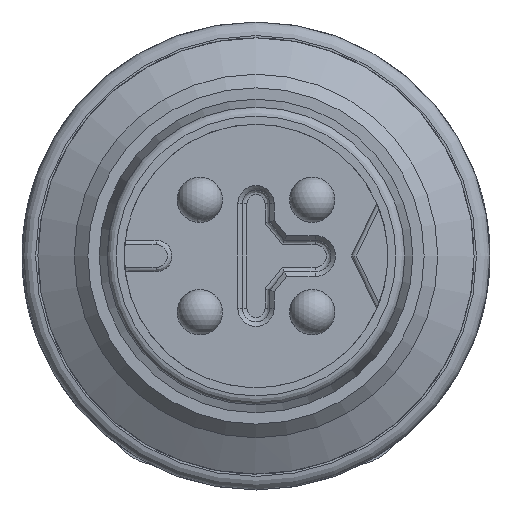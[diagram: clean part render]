
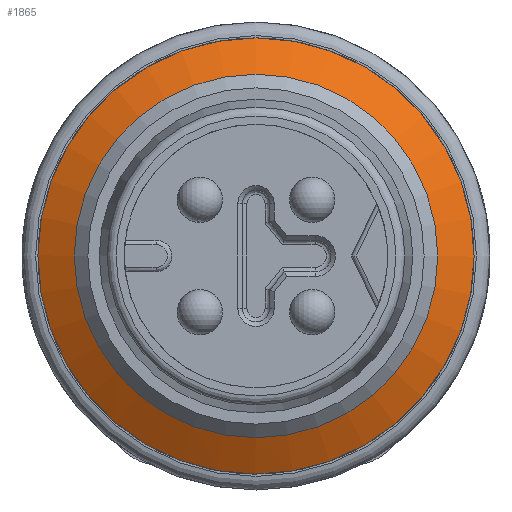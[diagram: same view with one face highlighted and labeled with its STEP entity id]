
A CAD part, front view. The second image highlights one B-rep face of the part: STEP entity #1865.
In plain terms, the highlighted conical face has half-angle 60 degrees and reference radius 4 mm.
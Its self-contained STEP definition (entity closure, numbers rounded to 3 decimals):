
#125=CONICAL_SURFACE('',#7185,4.,60.);
#1865=ADVANCED_FACE('',(#2188,#2189),#125,.T.);
#2188=FACE_BOUND('',#2684,.T.);
#2189=FACE_BOUND('',#2685,.T.);
#2684=EDGE_LOOP('',(#4404));
#2685=EDGE_LOOP('',(#4405));
#4404=ORIENTED_EDGE('',*,*,#5944,.F.);
#4405=ORIENTED_EDGE('',*,*,#5943,.T.);
#5057=VERTEX_POINT('',#13198);
#5058=VERTEX_POINT('',#13201);
#5943=EDGE_CURVE('',#5057,#5057,#6401,.T.);
#5944=EDGE_CURVE('',#5058,#5058,#6402,.T.);
#6401=CIRCLE('',#7182,4.);
#6402=CIRCLE('',#7184,4.8);
#7182=AXIS2_PLACEMENT_3D('',#13197,#9050,#9051);
#7184=AXIS2_PLACEMENT_3D('',#13200,#9054,#9055);
#7185=AXIS2_PLACEMENT_3D('',#13202,#9056,#9057);
#9050=DIRECTION('',(0.,1.,0.));
#9051=DIRECTION('',(0.,0.,1.));
#9054=DIRECTION('',(0.,1.,0.));
#9055=DIRECTION('',(0.,0.,1.));
#9056=DIRECTION('',(0.,1.,0.));
#9057=DIRECTION('',(0.,0.,-1.));
#13197=CARTESIAN_POINT('',(105.675,-11.075,0.));
#13198=CARTESIAN_POINT('',(105.675,-11.075,4.));
#13200=CARTESIAN_POINT('',(105.675,-10.613,0.));
#13201=CARTESIAN_POINT('',(105.675,-10.613,4.8));
#13202=CARTESIAN_POINT('',(105.675,-11.075,0.));
